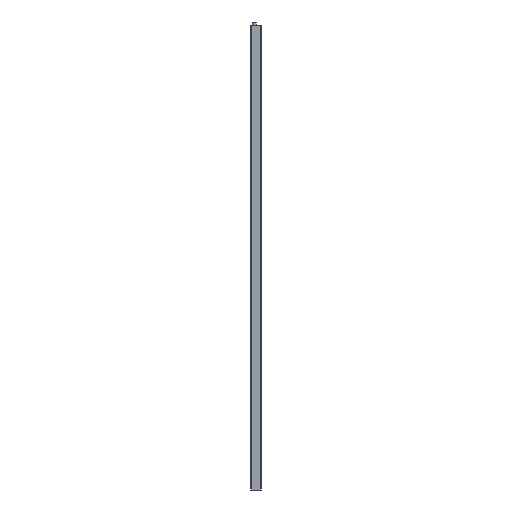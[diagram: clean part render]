
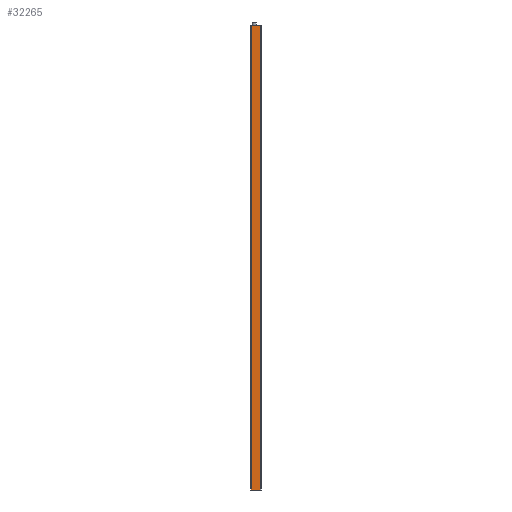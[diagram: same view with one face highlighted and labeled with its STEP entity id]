
A CAD part, left-side view. The second image highlights one B-rep face of the part: STEP entity #32265.
In plain terms, the highlighted planar face has unit normal (-1, 0, 0).
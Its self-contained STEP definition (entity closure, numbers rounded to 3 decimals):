
#32 = EDGE_CURVE ( 'NONE', #12813, #2381, #24172, .T. ) ;
#1809 = AXIS2_PLACEMENT_3D ( 'NONE', #15977, #23946, #32243 ) ;
#2342 = VECTOR ( 'NONE', #27761, 1000. ) ;
#2381 = VERTEX_POINT ( 'NONE', #13327 ) ;
#3348 = ORIENTED_EDGE ( 'NONE', *, *, #32, .F. ) ;
#6927 = EDGE_CURVE ( 'NONE', #12813, #9567, #8475, .T. ) ;
#7341 = CARTESIAN_POINT ( 'NONE',  ( -9.263, 8.773, 0. ) ) ;
#7748 = DIRECTION ( 'NONE',  ( 0., -1., 0. ) ) ;
#7835 = CARTESIAN_POINT ( 'NONE',  ( -9.263, -9.927, 0. ) ) ;
#8475 = LINE ( 'NONE', #23407, #24564 ) ;
#9567 = VERTEX_POINT ( 'NONE', #26158 ) ;
#10811 = VERTEX_POINT ( 'NONE', #7835 ) ;
#12762 = FACE_OUTER_BOUND ( 'NONE', #17677, .T. ) ;
#12813 = VERTEX_POINT ( 'NONE', #34339 ) ;
#13262 = ORIENTED_EDGE ( 'NONE', *, *, #6927, .T. ) ;
#13327 = CARTESIAN_POINT ( 'NONE',  ( -9.263, -9.927, 958. ) ) ;
#15977 = CARTESIAN_POINT ( 'NONE',  ( -9.263, 8.773, 958. ) ) ;
#17546 = EDGE_CURVE ( 'NONE', #9567, #10811, #34572, .T. ) ;
#17677 = EDGE_LOOP ( 'NONE', ( #33701, #35303, #3348, #13262 ) ) ;
#22372 = DIRECTION ( 'NONE',  ( 0., 0., -1. ) ) ;
#23407 = CARTESIAN_POINT ( 'NONE',  ( -9.263, 8.773, 958. ) ) ;
#23759 = PLANE ( 'NONE',  #1809 ) ;
#23946 = DIRECTION ( 'NONE',  ( 1., 0., 0. ) ) ;
#24172 = LINE ( 'NONE', #35183, #24636 ) ;
#24564 = VECTOR ( 'NONE', #22372, 1000. ) ;
#24636 = VECTOR ( 'NONE', #7748, 1000. ) ;
#26158 = CARTESIAN_POINT ( 'NONE',  ( -9.263, 8.773, 0. ) ) ;
#27761 = DIRECTION ( 'NONE',  ( 0., 0., -1. ) ) ;
#30956 = EDGE_CURVE ( 'NONE', #2381, #10811, #31219, .T. ) ;
#31219 = LINE ( 'NONE', #33745, #2342 ) ;
#32243 = DIRECTION ( 'NONE',  ( 0., 1., 0. ) ) ;
#32265 = ADVANCED_FACE ( 'NONE', ( #12762 ), #23759, .F. ) ;
#33023 = VECTOR ( 'NONE', #34409, 1000. ) ;
#33701 = ORIENTED_EDGE ( 'NONE', *, *, #17546, .T. ) ;
#33745 = CARTESIAN_POINT ( 'NONE',  ( -9.263, -9.927, 958. ) ) ;
#34339 = CARTESIAN_POINT ( 'NONE',  ( -9.263, 8.773, 958. ) ) ;
#34409 = DIRECTION ( 'NONE',  ( 0., -1., 0. ) ) ;
#34572 = LINE ( 'NONE', #7341, #33023 ) ;
#35183 = CARTESIAN_POINT ( 'NONE',  ( -9.263, 8.773, 958. ) ) ;
#35303 = ORIENTED_EDGE ( 'NONE', *, *, #30956, .F. ) ;
